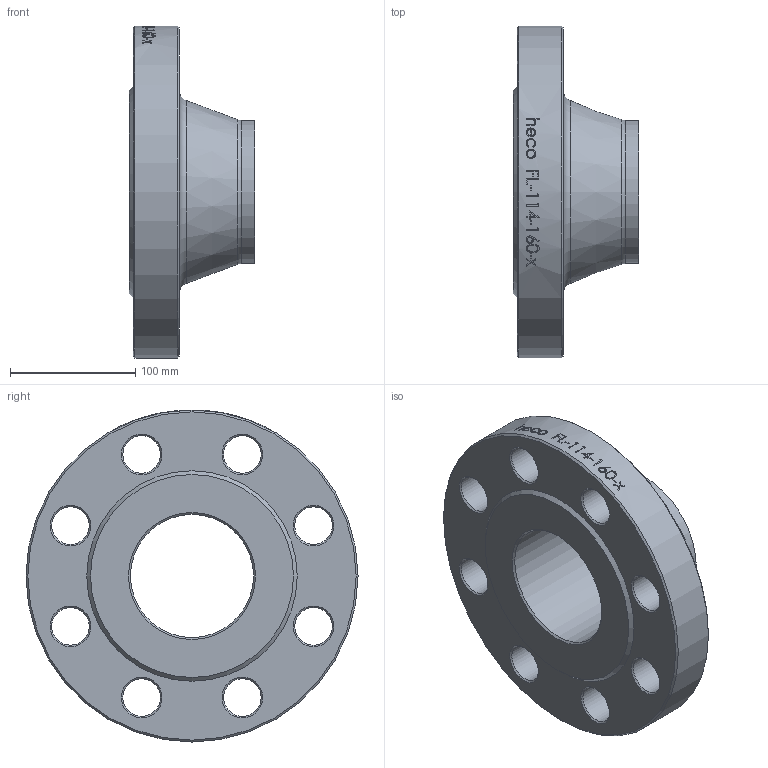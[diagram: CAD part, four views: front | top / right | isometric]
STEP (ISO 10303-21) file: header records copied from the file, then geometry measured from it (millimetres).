
FILE_DESCRIPTION (( 'STEP AP214' ), '1' );
FILE_NAME ('FL-114-160-x Vorschweissflansch DIN2638 EN1092 2103.STEP', '2021-03-16T09:30:28', ( '' ), ( '' ), 'SwSTEP 2.0', 'SolidWorks 2019', '' );
FILE_SCHEMA (( 'AUTOMOTIVE_DESIGN' ));
Length unit declared in the file: millimetre
Products named in the file (1): FL-114-160-x Vorschweissflansch DIN2638 EN1092 2103
Bounding box: 100 x 265 x 265 mm (x, y, z)
Volume: 1921367.2 mm3; surface area: 188777.5 mm2
Topology: 1 solids, 1 shells, 59 faces, 230 edges, 196 vertices
Faces by surface type: cylinder 32, cone 21, plane 4, torus 2
Full cylindrical faces by diameter (mm): 30 x8, 98.3 x1, 114.3 x1, 265 x1
Entity records: 4916 total; most frequent: CARTESIAN_POINT 2894, ORIENTED_EDGE 372, DIRECTION 318, VERTEX_POINT 186, EDGE_CURVE 186, AXIS2_PLACEMENT_3D 144, EDGE_LOOP 134, CIRCLE 84
